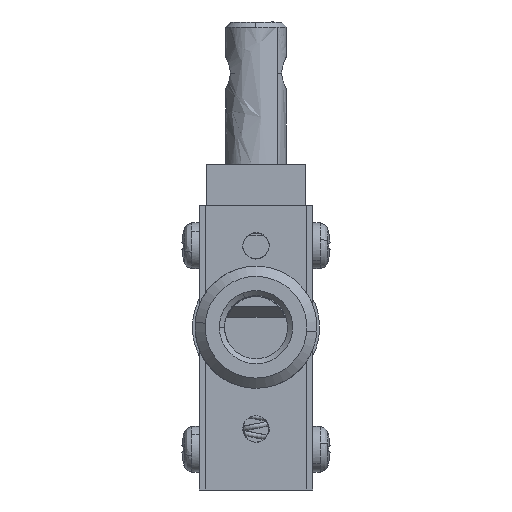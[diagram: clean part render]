
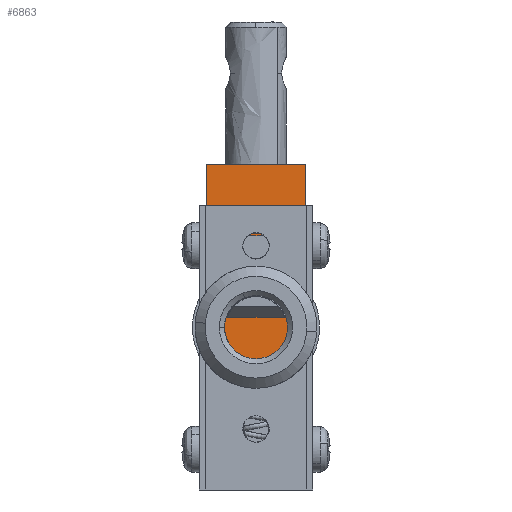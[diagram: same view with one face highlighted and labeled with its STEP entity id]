
A CAD part, left-side view. The second image highlights one B-rep face of the part: STEP entity #6863.
In plain terms, the highlighted free-form (B-spline) face has degree [1, 1] with [2, 2] control points.
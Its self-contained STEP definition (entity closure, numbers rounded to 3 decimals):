
#6610=CARTESIAN_POINT('',(-5.5,3.25,25.0));
#6611=VERTEX_POINT('',#6610);
#6617=CARTESIAN_POINT('',(-5.5,3.25,17.0));
#6618=VERTEX_POINT('',#6617);
#6619=CARTESIAN_POINT('',(-5.5,3.25,17.0));
#6620=CARTESIAN_POINT('',(-5.5,3.25,25.0));
#6621=QUASI_UNIFORM_CURVE('',1,(#6619,#6620),.UNSPECIFIED.,.F.,.U.);
#6622=EDGE_CURVE('',#6618,#6611,#6621,.T.);
#6638=CARTESIAN_POINT('',(-5.5,-3.25,17.0));
#6639=VERTEX_POINT('',#6638);
#6645=CARTESIAN_POINT('',(-5.5,-3.25,25.0));
#6646=VERTEX_POINT('',#6645);
#6647=CARTESIAN_POINT('',(-5.5,-3.25,25.0));
#6648=CARTESIAN_POINT('',(-5.5,-3.25,17.0));
#6649=QUASI_UNIFORM_CURVE('',1,(#6647,#6648),.UNSPECIFIED.,.F.,.U.);
#6650=EDGE_CURVE('',#6646,#6639,#6649,.T.);
#6688=CARTESIAN_POINT('',(-5.5,3.25,25.0));
#6689=CARTESIAN_POINT('',(-5.5,-3.25,25.0));
#6690=QUASI_UNIFORM_CURVE('',1,(#6688,#6689),.UNSPECIFIED.,.F.,.U.);
#6691=EDGE_CURVE('',#6611,#6646,#6690,.T.);
#6749=CARTESIAN_POINT('',(-5.5,-4.9,32.0));
#6750=VERTEX_POINT('',#6749);
#6757=CARTESIAN_POINT('',(-5.5,4.9,32.0));
#6758=VERTEX_POINT('',#6757);
#6764=CARTESIAN_POINT('',(-5.5,4.9,32.0));
#6765=CARTESIAN_POINT('',(-5.5,-4.9,32.0));
#6766=QUASI_UNIFORM_CURVE('',1,(#6764,#6765),.UNSPECIFIED.,.F.,.U.);
#6767=EDGE_CURVE('',#6758,#6750,#6766,.T.);
#6779=CARTESIAN_POINT('',(-5.5,-4.9,12.5));
#6780=VERTEX_POINT('',#6779);
#6786=CARTESIAN_POINT('',(-5.5,4.9,12.5));
#6787=VERTEX_POINT('',#6786);
#6788=CARTESIAN_POINT('',(-5.5,4.9,12.5));
#6789=CARTESIAN_POINT('',(-5.5,-4.9,12.5));
#6790=QUASI_UNIFORM_CURVE('',1,(#6788,#6789),.UNSPECIFIED.,.F.,.U.);
#6791=EDGE_CURVE('',#6787,#6780,#6790,.T.);
#6834=CARTESIAN_POINT('',(-5.5,-5.39,32.974));
#6835=CARTESIAN_POINT('',(-5.5,-5.39,11.526));
#6836=CARTESIAN_POINT('',(-5.5,5.39,32.974));
#6837=CARTESIAN_POINT('',(-5.5,5.39,11.526));
#6838=B_SPLINE_SURFACE_WITH_KNOTS('',1,1,((#6834,#6836),(#6835,#6837)),.UNSPECIFIED.,.F.,.F.,.U.,(2,2),(2,2),(0.0,21.448),(0.0,10.779),.UNSPECIFIED.);
#6839=CARTESIAN_POINT('',(-5.5,-4.9,12.5));
#6840=CARTESIAN_POINT('',(-5.5,-4.9,32.0));
#6841=QUASI_UNIFORM_CURVE('',1,(#6839,#6840),.UNSPECIFIED.,.F.,.U.);
#6842=EDGE_CURVE('',#6780,#6750,#6841,.T.);
#6843=ORIENTED_EDGE('',*,*,#6842,.T.);
#6844=ORIENTED_EDGE('',*,*,#6767,.F.);
#6845=CARTESIAN_POINT('',(-5.5,4.9,12.5));
#6846=CARTESIAN_POINT('',(-5.5,4.9,32.0));
#6847=QUASI_UNIFORM_CURVE('',1,(#6845,#6846),.UNSPECIFIED.,.F.,.U.);
#6848=EDGE_CURVE('',#6787,#6758,#6847,.T.);
#6849=ORIENTED_EDGE('',*,*,#6848,.F.);
#6850=ORIENTED_EDGE('',*,*,#6791,.T.);
#6851=EDGE_LOOP('',(#6843,#6844,#6849,#6850));
#6852=FACE_OUTER_BOUND('',#6851,.T.);
#6853=CARTESIAN_POINT('',(-5.5,-3.25,17.0));
#6854=CARTESIAN_POINT('',(-5.5,3.25,17.0));
#6855=QUASI_UNIFORM_CURVE('',1,(#6853,#6854),.UNSPECIFIED.,.F.,.U.);
#6856=EDGE_CURVE('',#6639,#6618,#6855,.T.);
#6857=ORIENTED_EDGE('',*,*,#6856,.T.);
#6858=ORIENTED_EDGE('',*,*,#6622,.T.);
#6859=ORIENTED_EDGE('',*,*,#6691,.T.);
#6860=ORIENTED_EDGE('',*,*,#6650,.T.);
#6861=EDGE_LOOP('',(#6857,#6858,#6859,#6860));
#6862=FACE_BOUND('',#6861,.T.);
#6863=ADVANCED_FACE('',(#6852,#6862),#6838,.F.);
